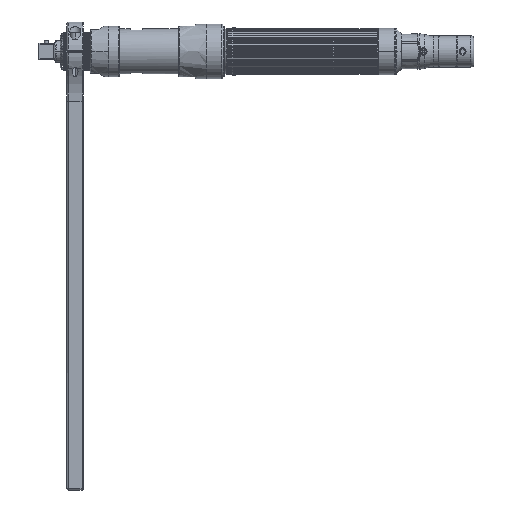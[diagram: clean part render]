
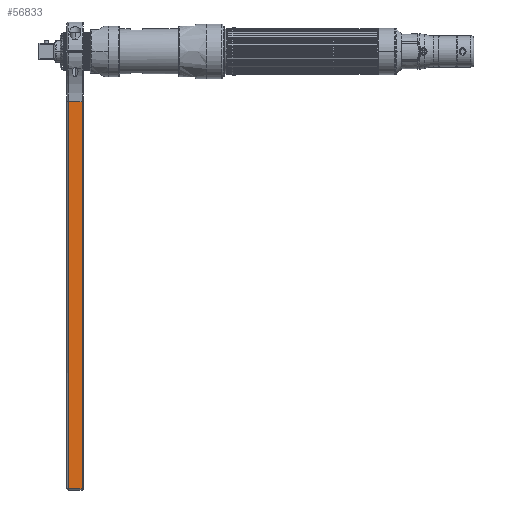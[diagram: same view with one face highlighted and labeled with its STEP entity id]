
A CAD part, top view. The second image highlights one B-rep face of the part: STEP entity #56833.
In plain terms, the highlighted planar face has unit normal (0, 0, 1).
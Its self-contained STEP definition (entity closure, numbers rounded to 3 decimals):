
#54744=DIRECTION('',(-1.,0.,0.));
#54745=VECTOR('',#54744,0.63);
#54746=CARTESIAN_POINT('',(-14.177,-2.284,0.588));
#54747=LINE('',#54746,#54745);
#55114=DIRECTION('',(0.,1.,0.));
#55115=VECTOR('',#55114,17.651);
#55116=CARTESIAN_POINT('',(-14.807,-19.935,0.588));
#55117=LINE('',#55116,#55115);
#55230=DIRECTION('',(0.,-1.,0.));
#55231=VECTOR('',#55230,17.651);
#55232=CARTESIAN_POINT('',(-14.177,-2.284,0.588));
#55233=LINE('',#55232,#55231);
#55326=DIRECTION('',(1.,0.,0.));
#55327=VECTOR('',#55326,0.63);
#55328=CARTESIAN_POINT('',(-14.807,-19.935,0.588));
#55329=LINE('',#55328,#55327);
#56096=CARTESIAN_POINT('',(-14.807,-19.935,0.588));
#56097=CARTESIAN_POINT('',(-14.807,-2.284,0.588));
#56098=VERTEX_POINT('',#56096);
#56099=VERTEX_POINT('',#56097);
#56139=CARTESIAN_POINT('',(-14.177,-2.284,0.588));
#56140=CARTESIAN_POINT('',(-14.177,-19.935,0.588));
#56141=VERTEX_POINT('',#56139);
#56142=VERTEX_POINT('',#56140);
#56818=CARTESIAN_POINT('',(-14.117,-19.995,0.588));
#56819=DIRECTION('',(0.,0.,1.));
#56820=DIRECTION('',(0.,1.,0.));
#56821=AXIS2_PLACEMENT_3D('',#56818,#56819,#56820);
#56822=PLANE('',#56821);
#56824=ORIENTED_EDGE('',*,*,#56823,.T.);
#56826=ORIENTED_EDGE('',*,*,#56825,.F.);
#56828=ORIENTED_EDGE('',*,*,#56827,.T.);
#56830=ORIENTED_EDGE('',*,*,#56829,.F.);
#56831=EDGE_LOOP('',(#56824,#56826,#56828,#56830));
#56832=FACE_OUTER_BOUND('',#56831,.F.);
#56833=ADVANCED_FACE('',(#56832),#56822,.T.);
#56823=EDGE_CURVE('',#56098,#56099,#55117,.T.);
#56825=EDGE_CURVE('',#56141,#56099,#54747,.T.);
#56827=EDGE_CURVE('',#56141,#56142,#55233,.T.);
#56829=EDGE_CURVE('',#56098,#56142,#55329,.T.);
